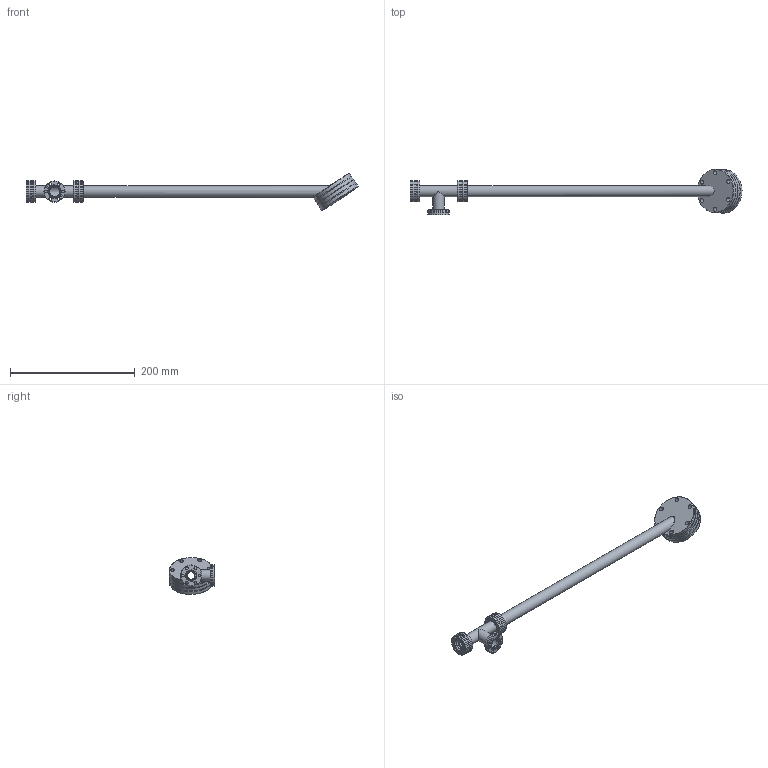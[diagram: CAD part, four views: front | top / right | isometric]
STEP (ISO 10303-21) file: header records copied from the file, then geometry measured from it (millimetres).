
FILE_DESCRIPTION(/* description */ (''),/* implementation_level */ '2;1');
FILE_NAME(/* name */ 'window_and_tee_MIR1.stp',/* time_stamp */ '2024-11-10T22:04:32+01:00',/* author */ ('Andreas Weber'),/* organization */ (''),/* preprocessor_version */ 'ST-DEVELOPER v19.2',/* originating_system */ 'Autodesk Inventor 2024',/* authorisation */ '');
FILE_SCHEMA (('AUTOMOTIVE_DESIGN { 1 0 10303 214 3 1 1 }'));
Length unit declared in the file: millimetre
Products named in the file (7): window_and_tee_MIR1; Flange_tube_MIR1; blank_flange_CF40_MIR1; blank_flange_thread_CF40_MIR1; tube_Brewster_angle_MIR1; tee_CF16_MIR1; weld_flange_CF16_MIR1
Assembly tree (7 placements, depth 3):
  window_and_tee_MIR1
    Flange_tube_MIR1
      blank_flange_CF40_MIR1
      blank_flange_thread_CF40_MIR1
      tube_Brewster_angle_MIR1
    tee_CF16_MIR1
    weld_flange_CF16_MIR1  x2
Bounding box: 532.5 x 73.25 x 59.22 mm (x, y, z)
Volume: 131356.9 mm3; surface area: 91449.2 mm2
Topology: 6 solids, 8 shells, 188 faces, 482 edges, 317 vertices
Faces by surface type: cylinder 96, plane 39, cone 37, torus 16
Full cylindrical faces by diameter (mm): 4.4 x30, 5 x6, 6.6 x6, 12 x2, 16 x5, 18 x3, 18.15 x5, 19.2 x2, 21.4 x4, 21.5 x3, 34 x10, 48.4 x2, 69.9 x4
Entity records: 5984 total; most frequent: CARTESIAN_POINT 1252, DIRECTION 975, ORIENTED_EDGE 834, AXIS2_PLACEMENT_3D 429, EDGE_CURVE 417, VERTEX_POINT 274, EDGE_LOOP 257, CIRCLE 242
